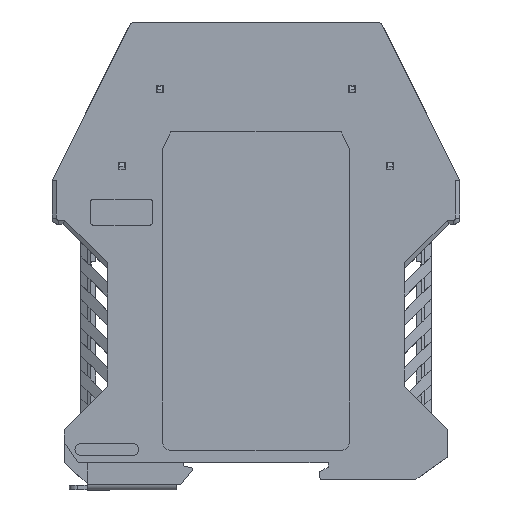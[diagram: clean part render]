
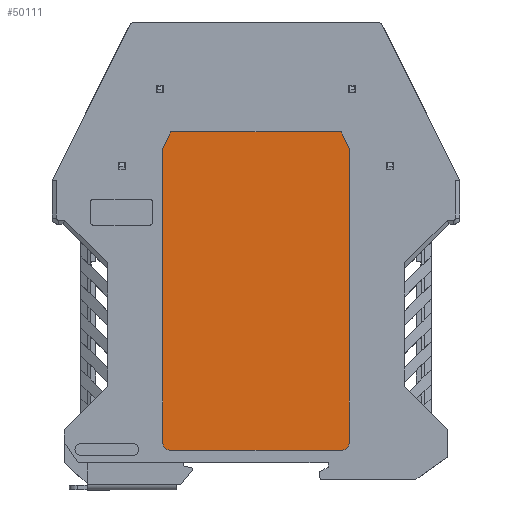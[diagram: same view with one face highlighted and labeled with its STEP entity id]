
A CAD part, top view. The second image highlights one B-rep face of the part: STEP entity #50111.
In plain terms, the highlighted planar face has unit normal (0, 0, 1).
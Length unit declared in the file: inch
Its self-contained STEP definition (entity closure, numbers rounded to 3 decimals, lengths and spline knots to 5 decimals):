
#1380 = CARTESIAN_POINT ( 'NONE',  ( 0.33898, 3.42041, 4.14576 ) ) ;
#1432 = LINE ( 'NONE', #38021, #20421 ) ;
#1714 = DIRECTION ( 'NONE',  ( 0., 1., 0. ) ) ;
#2804 = CARTESIAN_POINT ( 'NONE',  ( 0.41772, 3.57789, 4.14576 ) ) ;
#3447 = EDGE_CURVE ( 'NONE', #5862, #29099, #54557, .T. ) ;
#3964 = LINE ( 'NONE', #2804, #5282 ) ;
#4371 = VERTEX_POINT ( 'NONE', #56981 ) ;
#4887 = CARTESIAN_POINT ( 'NONE',  ( 1.48526, 3.40681, 4.14576 ) ) ;
#5068 = VECTOR ( 'NONE', #58483, 39.37008 ) ;
#5200 = DIRECTION ( 'NONE',  ( 1., 0., 0. ) ) ;
#5282 = VECTOR ( 'NONE', #44497, 39.37008 ) ;
#5351 = ORIENTED_EDGE ( 'NONE', *, *, #44625, .T. ) ;
#5403 = ORIENTED_EDGE ( 'NONE', *, *, #34918, .T. ) ;
#5449 = DIRECTION ( 'NONE',  ( 0., -1., 0. ) ) ;
#5862 = VERTEX_POINT ( 'NONE', #42892 ) ;
#7839 = VERTEX_POINT ( 'NONE', #1380 ) ;
#8619 = CARTESIAN_POINT ( 'NONE',  ( 0.41772, 0.61333, 4.14576 ) ) ;
#9120 = CARTESIAN_POINT ( 'NONE',  ( 0.41772, 3.57789, 4.14576 ) ) ;
#9388 = VERTEX_POINT ( 'NONE', #40263 ) ;
#10721 = DIRECTION ( 'NONE',  ( 1., 0., 0. ) ) ;
#10783 = CIRCLE ( 'NONE', #20388, 0.07874 ) ;
#11301 = CIRCLE ( 'NONE', #41047, 0.07874 ) ;
#12480 = VECTOR ( 'NONE', #56901, 39.37008 ) ;
#16370 = ORIENTED_EDGE ( 'NONE', *, *, #21460, .T. ) ;
#17224 = ORIENTED_EDGE ( 'NONE', *, *, #41706, .T. ) ;
#17803 = FACE_OUTER_BOUND ( 'NONE', #32915, .T. ) ;
#20388 = AXIS2_PLACEMENT_3D ( 'NONE', #39091, #34570, #37890 ) ;
#20421 = VECTOR ( 'NONE', #1714, 39.37008 ) ;
#21460 = EDGE_CURVE ( 'NONE', #9388, #5862, #1432, .T. ) ;
#22270 = VERTEX_POINT ( 'NONE', #52588 ) ;
#23175 = PLANE ( 'NONE',  #48204 ) ;
#23461 = ORIENTED_EDGE ( 'NONE', *, *, #43111, .T. ) ;
#24341 = VECTOR ( 'NONE', #5449, 39.37008 ) ;
#24955 = EDGE_CURVE ( 'NONE', #29099, #41528, #32881, .T. ) ;
#25135 = LINE ( 'NONE', #43440, #41644 ) ;
#26806 = DIRECTION ( 'NONE',  ( 0., 0., 1. ) ) ;
#27637 = ORIENTED_EDGE ( 'NONE', *, *, #3447, .T. ) ;
#27992 = VERTEX_POINT ( 'NONE', #53204 ) ;
#29099 = VERTEX_POINT ( 'NONE', #40484 ) ;
#29651 = ORIENTED_EDGE ( 'NONE', *, *, #24955, .T. ) ;
#32881 = LINE ( 'NONE', #33761, #12480 ) ;
#32915 = EDGE_LOOP ( 'NONE', ( #17224, #16370, #27637, #29651, #5403, #23461, #5351, #44944 ) ) ;
#33761 = CARTESIAN_POINT ( 'NONE',  ( 2.04371, 3.57789, 4.14576 ) ) ;
#34570 = DIRECTION ( 'NONE',  ( 0., 0., 1. ) ) ;
#34918 = EDGE_CURVE ( 'NONE', #41528, #7839, #3964, .T. ) ;
#35957 = CARTESIAN_POINT ( 'NONE',  ( 2.12245, 3.42041, 4.14576 ) ) ;
#36653 = CARTESIAN_POINT ( 'NONE',  ( 0.33898, 3.42041, 4.14576 ) ) ;
#37536 = LINE ( 'NONE', #36653, #24341 ) ;
#37890 = DIRECTION ( 'NONE',  ( 1., 0., 0. ) ) ;
#38021 = CARTESIAN_POINT ( 'NONE',  ( 2.12245, 0.61333, 4.14576 ) ) ;
#38593 = EDGE_CURVE ( 'NONE', #27992, #4371, #25135, .T. ) ;
#39091 = CARTESIAN_POINT ( 'NONE',  ( 2.04371, 0.61333, 4.14576 ) ) ;
#40263 = CARTESIAN_POINT ( 'NONE',  ( 2.12245, 0.61333, 4.14576 ) ) ;
#40428 = DIRECTION ( 'NONE',  ( 1., 0., 0. ) ) ;
#40484 = CARTESIAN_POINT ( 'NONE',  ( 2.04371, 3.57789, 4.14576 ) ) ;
#41047 = AXIS2_PLACEMENT_3D ( 'NONE', #8619, #48834, #40428 ) ;
#41528 = VERTEX_POINT ( 'NONE', #9120 ) ;
#41644 = VECTOR ( 'NONE', #10721, 39.37008 ) ;
#41706 = EDGE_CURVE ( 'NONE', #4371, #9388, #10783, .T. ) ;
#42892 = CARTESIAN_POINT ( 'NONE',  ( 2.12245, 3.42041, 4.14576 ) ) ;
#43111 = EDGE_CURVE ( 'NONE', #7839, #22270, #37536, .T. ) ;
#43440 = CARTESIAN_POINT ( 'NONE',  ( 0.41772, 0.53459, 4.14576 ) ) ;
#44497 = DIRECTION ( 'NONE',  ( -0.447, -0.894, 0. ) ) ;
#44625 = EDGE_CURVE ( 'NONE', #22270, #27992, #11301, .T. ) ;
#44944 = ORIENTED_EDGE ( 'NONE', *, *, #38593, .T. ) ;
#48204 = AXIS2_PLACEMENT_3D ( 'NONE', #4887, #26806, #5200 ) ;
#48834 = DIRECTION ( 'NONE',  ( 0., 0., 1. ) ) ;
#50111 = ADVANCED_FACE ( 'NONE', ( #17803 ), #23175, .T. ) ;
#52588 = CARTESIAN_POINT ( 'NONE',  ( 0.33898, 0.61333, 4.14576 ) ) ;
#53204 = CARTESIAN_POINT ( 'NONE',  ( 0.41772, 0.53459, 4.14576 ) ) ;
#54557 = LINE ( 'NONE', #35957, #5068 ) ;
#56901 = DIRECTION ( 'NONE',  ( -1., 0., 0. ) ) ;
#56981 = CARTESIAN_POINT ( 'NONE',  ( 2.04371, 0.53459, 4.14576 ) ) ;
#58483 = DIRECTION ( 'NONE',  ( -0.447, 0.894, 0. ) ) ;
